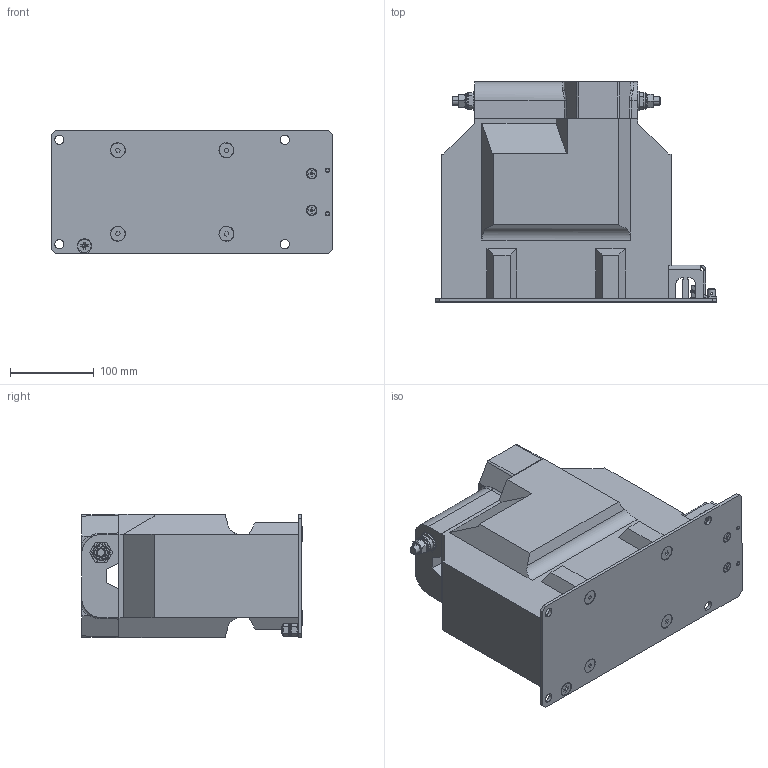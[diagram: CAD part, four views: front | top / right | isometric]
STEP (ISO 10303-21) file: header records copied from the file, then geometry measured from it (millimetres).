
FILE_DESCRIPTION (( 'STEP AP214' ), '1' );
FILE_NAME ('虯恂-旂-10-柎.STEP', '2024-04-22T08:49:10', ( '' ), ( '' ), 'SwSTEP 2.0', 'SolidWorks 2014', '' );
FILE_SCHEMA (( 'AUTOMOTIVE_DESIGN' ));
Length unit declared in the file: millimetre
Products named in the file (34): Âèíò ñ âí. øåñò. DIN 912_10å25; 砎槼隰譇膻蠈錪 SIBA-18700 8x150; ÂÅÈÓ.754312.183À Òàáëè÷êà òåõíè÷åñêèõ äàííûõ ÍÈÎË-ÑÒ_-03; ÂÅÈÓ.685159.009 Êîíòàêò; 屡扔.758181.002 妈眚 镫铎徼痤忸黜; ÂÅÈÓ.723111.010 Ïðåäîõðàíèòåëüíîå óñòðîéñòâî ÎËÑ,ÍÈÎË(ÏS) (ñáîðêà ñ çàëèâêîé)(SIBA); ÂÅÈÓ.735314.027 Êðûøêà çàùèòíàÿ_-00; Ïðîâîä ÏÝÒÂ-2 2,0 áåç èçîëÿöèè; 屡扔.733411.007 务眍忄龛錩-00; ÂÅÈÓ.758472.048 Ãàéêà ñïåöèàëüíàÿ Ì18; ÂÅÈÓ.671244.559 Ñáîðêà ñ çàëèâêîé_-01; ÂÅÈÓ.758472.047 Ãàéêà ñïåöèàëüíàÿ Ì5_-00; Äîçàëèâêà^ÂÅÈÓ.671244.559 Ñáîðêà ñ çàëèâêîé; ÂÅÈÓ.685159.005 Êîíòàêò; Îòëèâêà^ÂÅÈÓ.671244.559 Ñáîðêà ñ çàëèâêîé; Êîìïàóíä (îòëèâêà) äëÿ ïðåäîõðàíèòåëüíîãî óñòðîéñòâà ÎËÑ; Áîëò DIN 933_6å12; ﾘ琺矜 DIN 127 B_6; ÂÅÈÓ.754445.008 Çíàê ìàðêèðîâî÷íûé À, Õ_-01; 虯恂-旂-10-柎; Ãàéêà øåñòèãðàííàÿ DIN 934_6; ﾘ琺矜 DIN 125 ﾀ_6.01.019; ÂÅÈÓ.754445.008 Çíàê ìàðêèðîâî÷íûé À, Õ_-00; ﾘ琺矜 DIN 127 B_8; Ãàéêà øåñòèãðàííàÿ DIN 934_8; ÂÅÈÓ.723111.010 Ïðåäîõðàíèòåëüíîå óñòðîéñòâî ÎËÑ,ÍÈÎË(ÏS) (â ñáîðå)(SIBA); ﾘ琺矜 DIN 125 ﾀ_8.01.019; Ãàéêà øåñòèãðàííàÿ DIN 934_10; countersunk flat head cross recess screw_din_ISO 7046-1 - M8 x 25 - Z --- 25N; ﾘ琺矜 DIN 127 B_10; countersunk flat head cross recess screw_din_ISO 7046-1 - M6 x 20 - Z --- 20N; ﾘ琺矜 DIN 125 ﾀ_10.01.019; Âèíò ïîòàé ñ âí. øåñò. DIN 7991_8å20; Ïðóæèíà ñæàòèÿ STAMO (1x7x35x18 - ñòàëü)_STAMO 1x7x35x18
Assembly tree (63 placements, depth 4):
  虯恂-旂-10-柎
    ÂÅÈÓ.671244.559 Ñáîðêà ñ çàëèâêîé_-01
      Îòëèâêà^ÂÅÈÓ.671244.559 Ñáîðêà ñ çàëèâêîé
      Äîçàëèâêà^ÂÅÈÓ.671244.559 Ñáîðêà ñ çàëèâêîé
    屡扔.733411.007 务眍忄龛錩-00
    ÂÅÈÓ.735314.027 Êðûøêà çàùèòíàÿ_-00
    屡扔.758181.002 妈眚 镫铎徼痤忸黜  x2
    ÂÅÈÓ.754312.183À Òàáëè÷êà òåõíè÷åñêèõ äàííûõ ÍÈÎË-ÑÒ_-03
    Âèíò ñ âí. øåñò. DIN 912_10å25  x2
    Âèíò ïîòàé ñ âí. øåñò. DIN 7991_8å20  x4
    countersunk flat head cross recess screw_din_ISO 7046-1 - M6 x 20 - Z --- 20N  x2
    countersunk flat head cross recess screw_din_ISO 7046-1 - M8 x 25 - Z --- 25N
    ﾘ琺矜 DIN 125 ﾀ_8.01.019  x2
    Ãàéêà øåñòèãðàííàÿ DIN 934_8  x2
    ﾘ琺矜 DIN 127 B_8
    ﾘ琺矜 DIN 125 ﾀ_6.01.019  x6
    Ãàéêà øåñòèãðàííàÿ DIN 934_6  x4
    ﾘ琺矜 DIN 127 B_6  x4
    Áîëò DIN 933_6å12  x2
    ÂÅÈÓ.723111.010 Ïðåäîõðàíèòåëüíîå óñòðîéñòâî ÎËÑ,ÍÈÎË(ÏS) (â ñáîðå)(SIBA)
      ÂÅÈÓ.723111.010 Ïðåäîõðàíèòåëüíîå óñòðîéñòâî ÎËÑ,ÍÈÎË(ÏS) (ñáîðêà ñ çàëèâêîé)(SIBA)
        Êîìïàóíä (îòëèâêà) äëÿ ïðåäîõðàíèòåëüíîãî óñòðîéñòâà ÎËÑ
        ÂÅÈÓ.685159.005 Êîíòàêò  x2
        ÂÅÈÓ.758472.047 Ãàéêà ñïåöèàëüíàÿ Ì5_-00  x2
        ÂÅÈÓ.758472.048 Ãàéêà ñïåöèàëüíàÿ Ì18  x2
        Ïðîâîä ÏÝÒÂ-2 2,0 áåç èçîëÿöèè  x2
      ÂÅÈÓ.685159.009 Êîíòàêò  x2
      砎槼隰譇膻蠈錪 SIBA-18700 8x150  x2
      Ïðóæèíà ñæàòèÿ STAMO (1x7x35x18 - ñòàëü)_STAMO 1x7x35x18  x2
      ﾘ琺矜 DIN 125 ﾀ_10.01.019  x2
      ﾘ琺矜 DIN 127 B_10  x2
      Ãàéêà øåñòèãðàííàÿ DIN 934_10  x2
    ÂÅÈÓ.754445.008 Çíàê ìàðêèðîâî÷íûé À, Õ_-00
    ÂÅÈÓ.754445.008 Çíàê ìàðêèðîâî÷íûé À, Õ_-01
Bounding box: 337.5 x 263.81 x 148 mm (x, y, z)
Volume: 5438022.3 mm3; surface area: 1024324.2 mm2
Topology: 73 solids, 75 shells, 4927 faces, 12597 edges, 8147 vertices
Faces by surface type: plane 2742, bspline 1080, cylinder 660, cone 340, torus 105
Entity records: 225945 total; most frequent: CARTESIAN_POINT 94249, ORIENTED_EDGE 23142, DIRECTION 17622, EDGE_CURVE 11571, LINE 7598, VECTOR 7598, VERTEX_POINT 7525, AXIS2_PLACEMENT_3D 5012
